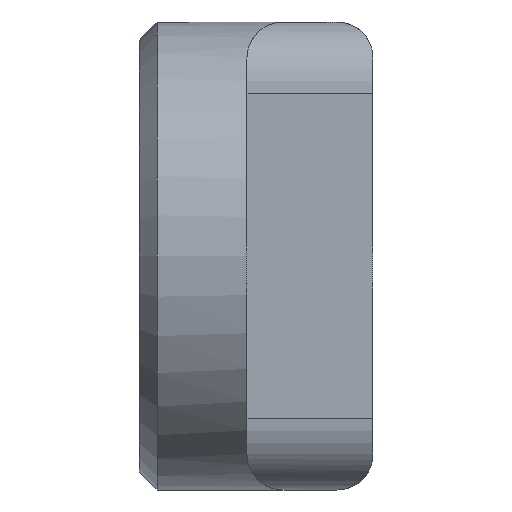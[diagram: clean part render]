
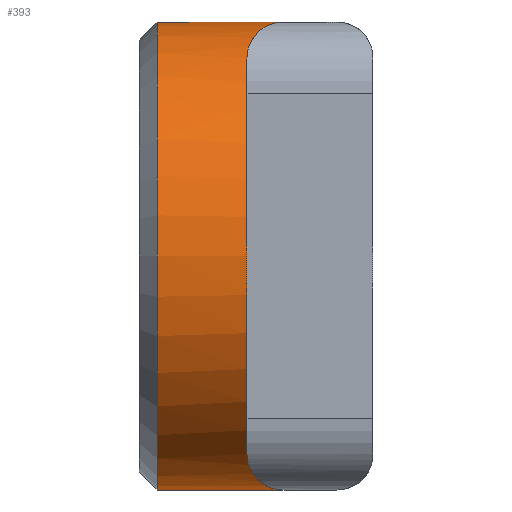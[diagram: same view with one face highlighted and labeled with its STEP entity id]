
A CAD part, left-side view. The second image highlights one B-rep face of the part: STEP entity #393.
In plain terms, the highlighted cylindrical face has radius 6.5 mm (diameter 13 mm), a full revolution.
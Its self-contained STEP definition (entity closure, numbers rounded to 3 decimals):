
#32=B_SPLINE_CURVE_WITH_KNOTS('',3,(#593,#594,#595,#596,#597,#598),
 .UNSPECIFIED.,.F.,.F.,(4,2,4),(0.,0.182,0.365),
 .UNSPECIFIED.);
#33=B_SPLINE_CURVE_WITH_KNOTS('',3,(#605,#606,#607,#608,#609,#610),
 .UNSPECIFIED.,.F.,.F.,(4,2,4),(0.764,0.927,1.123),
 .UNSPECIFIED.);
#38=CYLINDRICAL_SURFACE('',#432,6.5);
#47=FACE_OUTER_BOUND('',#70,.T.);
#70=EDGE_LOOP('',(#281,#282,#283,#284,#285,#286,#287,#288,#289,#290));
#96=LINE('',#591,#133);
#97=LINE('',#601,#134);
#98=LINE('',#611,#135);
#133=VECTOR('',#479,10.);
#134=VECTOR('',#482,6.5);
#135=VECTOR('',#485,10.);
#170=CIRCLE('',#431,6.5);
#171=CIRCLE('',#433,6.5);
#172=CIRCLE('',#434,6.5);
#173=CIRCLE('',#435,6.5);
#184=VERTEX_POINT('',#583);
#185=VERTEX_POINT('',#587);
#186=VERTEX_POINT('',#588);
#187=VERTEX_POINT('',#590);
#188=VERTEX_POINT('',#592);
#189=VERTEX_POINT('',#599);
#190=VERTEX_POINT('',#602);
#191=VERTEX_POINT('',#604);
#222=EDGE_CURVE('',#184,#184,#170,.T.);
#223=EDGE_CURVE('',#185,#186,#171,.T.);
#224=EDGE_CURVE('',#187,#185,#96,.T.);
#225=EDGE_CURVE('',#188,#187,#32,.F.);
#226=EDGE_CURVE('',#188,#189,#172,.T.);
#227=EDGE_CURVE('',#189,#184,#97,.T.);
#228=EDGE_CURVE('',#189,#190,#173,.T.);
#229=EDGE_CURVE('',#191,#190,#33,.F.);
#230=EDGE_CURVE('',#191,#186,#98,.T.);
#281=ORIENTED_EDGE('',*,*,#223,.F.);
#282=ORIENTED_EDGE('',*,*,#224,.F.);
#283=ORIENTED_EDGE('',*,*,#225,.F.);
#284=ORIENTED_EDGE('',*,*,#226,.T.);
#285=ORIENTED_EDGE('',*,*,#227,.T.);
#286=ORIENTED_EDGE('',*,*,#222,.F.);
#287=ORIENTED_EDGE('',*,*,#227,.F.);
#288=ORIENTED_EDGE('',*,*,#228,.T.);
#289=ORIENTED_EDGE('',*,*,#229,.F.);
#290=ORIENTED_EDGE('',*,*,#230,.T.);
#393=ADVANCED_FACE('',(#47),#38,.T.);
#431=AXIS2_PLACEMENT_3D('',#585,#473,#474);
#432=AXIS2_PLACEMENT_3D('',#586,#475,#476);
#433=AXIS2_PLACEMENT_3D('',#589,#477,#478);
#434=AXIS2_PLACEMENT_3D('',#600,#480,#481);
#435=AXIS2_PLACEMENT_3D('',#603,#483,#484);
#473=DIRECTION('center_axis',(0.,1.,0.));
#474=DIRECTION('ref_axis',(1.,0.,0.));
#475=DIRECTION('center_axis',(0.,-1.,0.));
#476=DIRECTION('ref_axis',(1.,0.,0.));
#477=DIRECTION('center_axis',(0.,-1.,0.));
#478=DIRECTION('ref_axis',(1.,0.,0.));
#479=DIRECTION('',(0.,-1.,0.));
#480=DIRECTION('center_axis',(0.,1.,0.));
#481=DIRECTION('ref_axis',(1.,0.,0.));
#482=DIRECTION('',(0.,1.,0.));
#483=DIRECTION('center_axis',(0.,1.,0.));
#484=DIRECTION('ref_axis',(1.,0.,0.));
#485=DIRECTION('',(0.,-1.,0.));
#583=CARTESIAN_POINT('',(-6.5,-0.5,0.));
#585=CARTESIAN_POINT('Origin',(0.,-0.5,0.));
#586=CARTESIAN_POINT('Origin',(0.,0.,0.));
#587=CARTESIAN_POINT('',(0.,-5.5,-6.5));
#588=CARTESIAN_POINT('',(0.,-5.5,6.5));
#589=CARTESIAN_POINT('Origin',(0.,-5.5,0.));
#590=CARTESIAN_POINT('',(0.,-4.,-6.5));
#591=CARTESIAN_POINT('',(0.,0.,-6.5));
#592=CARTESIAN_POINT('',(-3.464,-3.,-5.5));
#593=CARTESIAN_POINT('Ctrl Pts',(0.,-4.,-6.5));
#594=CARTESIAN_POINT('Ctrl Pts',(-0.566,-3.778,-6.5));
#595=CARTESIAN_POINT('Ctrl Pts',(-1.18,-3.535,-6.422));
#596=CARTESIAN_POINT('Ctrl Pts',(-2.372,-3.148,-6.083));
#597=CARTESIAN_POINT('Ctrl Pts',(-2.95,-3.,-5.824));
#598=CARTESIAN_POINT('Ctrl Pts',(-3.464,-3.,-5.5));
#599=CARTESIAN_POINT('',(-6.5,-3.,0.));
#600=CARTESIAN_POINT('Origin',(0.,-3.,0.));
#601=CARTESIAN_POINT('',(-6.5,0.,0.));
#602=CARTESIAN_POINT('',(-3.464,-3.,5.5));
#603=CARTESIAN_POINT('Origin',(0.,-3.,0.));
#604=CARTESIAN_POINT('',(0.,-4.,6.5));
#605=CARTESIAN_POINT('Ctrl Pts',(-3.464,-3.,5.5));
#606=CARTESIAN_POINT('Ctrl Pts',(-3.005,-3.,5.789));
#607=CARTESIAN_POINT('Ctrl Pts',(-2.426,-3.139,6.053));
#608=CARTESIAN_POINT('Ctrl Pts',(-1.331,-3.479,6.393));
#609=CARTESIAN_POINT('Ctrl Pts',(-0.608,-3.761,6.5));
#610=CARTESIAN_POINT('Ctrl Pts',(0.,-4.,6.5));
#611=CARTESIAN_POINT('',(0.,0.,6.5));
